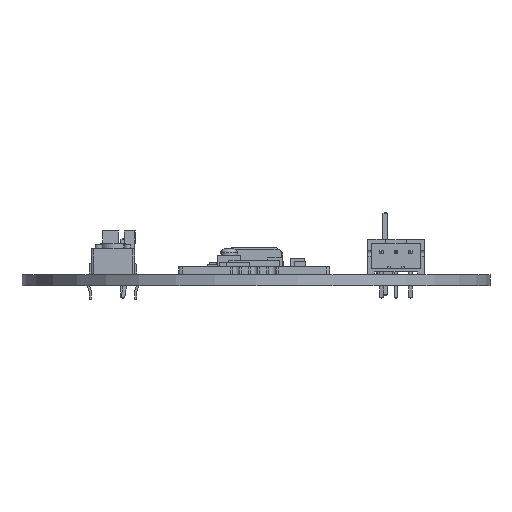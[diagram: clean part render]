
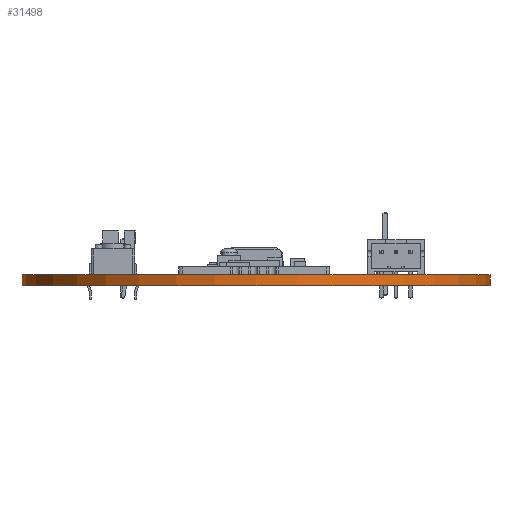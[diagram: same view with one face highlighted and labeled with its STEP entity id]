
A CAD part, front view. The second image highlights one B-rep face of the part: STEP entity #31498.
In plain terms, the highlighted cylindrical face has radius 32.534 mm (diameter 65.067 mm), a full revolution.
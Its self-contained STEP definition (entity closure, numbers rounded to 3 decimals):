
#31498 = ADVANCED_FACE('',(#31499),#31526,.T.);
#31499 = FACE_BOUND('',#31500,.F.);
#31500 = EDGE_LOOP('',(#31501,#31511,#31518,#31519));
#31501 = ORIENTED_EDGE('',*,*,#31502,.T.);
#31502 = EDGE_CURVE('',#31503,#31505,#31507,.T.);
#31503 = VERTEX_POINT('',#31504);
#31504 = CARTESIAN_POINT('',(214.067,-86.5,0.));
#31505 = VERTEX_POINT('',#31506);
#31506 = CARTESIAN_POINT('',(214.067,-86.5,1.51));
#31507 = LINE('',#31508,#31509);
#31508 = CARTESIAN_POINT('',(214.067,-86.5,0.));
#31509 = VECTOR('',#31510,1.);
#31510 = DIRECTION('',(0.,0.,1.));
#31511 = ORIENTED_EDGE('',*,*,#31512,.T.);
#31512 = EDGE_CURVE('',#31505,#31505,#31513,.T.);
#31513 = CIRCLE('',#31514,32.534);
#31514 = AXIS2_PLACEMENT_3D('',#31515,#31516,#31517);
#31515 = CARTESIAN_POINT('',(181.534,-86.5,1.51));
#31516 = DIRECTION('',(0.,0.,1.));
#31517 = DIRECTION('',(1.,0.,-0.));
#31518 = ORIENTED_EDGE('',*,*,#31502,.F.);
#31519 = ORIENTED_EDGE('',*,*,#31520,.F.);
#31520 = EDGE_CURVE('',#31503,#31503,#31521,.T.);
#31521 = CIRCLE('',#31522,32.534);
#31522 = AXIS2_PLACEMENT_3D('',#31523,#31524,#31525);
#31523 = CARTESIAN_POINT('',(181.534,-86.5,0.));
#31524 = DIRECTION('',(0.,0.,1.));
#31525 = DIRECTION('',(1.,0.,-0.));
#31526 = CYLINDRICAL_SURFACE('',#31527,32.534);
#31527 = AXIS2_PLACEMENT_3D('',#31528,#31529,#31530);
#31528 = CARTESIAN_POINT('',(181.534,-86.5,0.));
#31529 = DIRECTION('',(-0.,-0.,-1.));
#31530 = DIRECTION('',(1.,0.,-0.));
